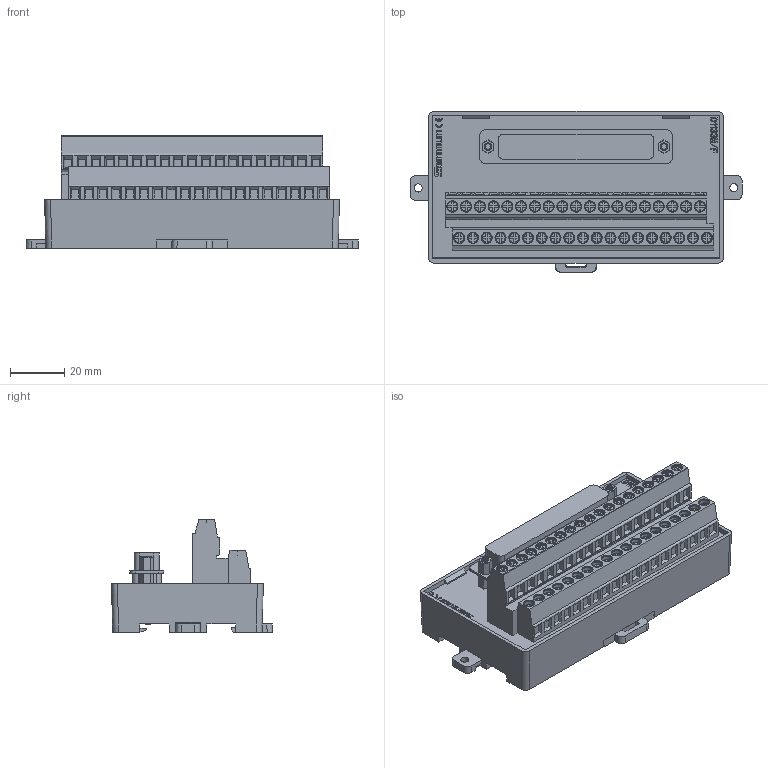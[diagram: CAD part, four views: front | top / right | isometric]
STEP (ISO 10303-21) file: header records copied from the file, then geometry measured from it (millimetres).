
FILE_DESCRIPTION(/* description */ (''),/* implementation_level */ '2;1');
FILE_NAME(/* name */ 'D1133M_F-E.stp',/* time_stamp */ '2024-08-08T16:31:43+08:00',/* author */ (''),/* organization */ (''),/* preprocessor_version */ 'ST-DEVELOPER v14',/* originating_system */ 'SIEMENS PLM Software NX 8.0',/* authorisation */ '');
FILE_SCHEMA (('AUTOMOTIVE_DESIGN { 1 0 10303 214 3 1 1 1 }'));
Products named in the file (1): D1133M_F-E 3D_stp
Bounding box: 122.6 x 59.51 x 41.45 mm (x, y, z)
Volume: 131591.8 mm3; surface area: 33007.2 mm2
Topology: 3 solids, 3 shells, 1623 faces, 4327 edges, 2860 vertices
Faces by surface type: plane 1257, cylinder 144, torus 116, cone 84, extrusion 14, bspline 8
Full cylindrical faces by diameter (mm): 3 x2, 4.1 x36, 4.13 x36
Entity records: 57498 total; most frequent: CARTESIAN_POINT 17222, ORIENTED_EDGE 8324, DIRECTION 7371, EDGE_CURVE 4162, VECTOR 3235, LINE 3221, VERTEX_POINT 2808, AXIS2_PLACEMENT_3D 2068
